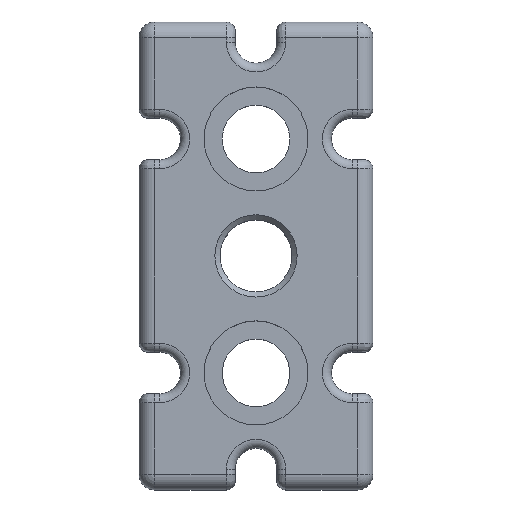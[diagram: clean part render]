
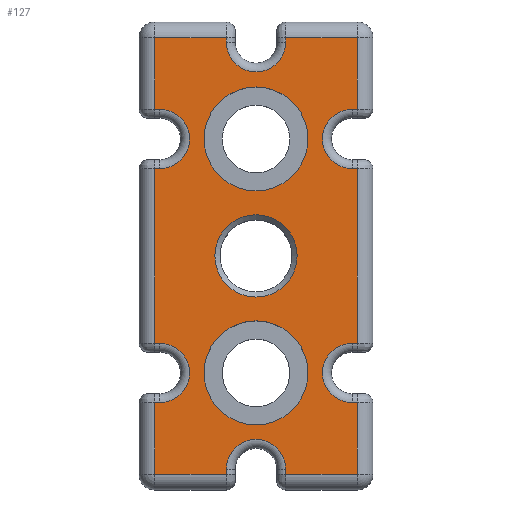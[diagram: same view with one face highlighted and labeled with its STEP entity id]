
A CAD part, top view. The second image highlights one B-rep face of the part: STEP entity #127.
In plain terms, the highlighted planar face has unit normal (0, 0, 1).
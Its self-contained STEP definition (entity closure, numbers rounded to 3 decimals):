
#109 = VERTEX_POINT('',#110);
#110 = CARTESIAN_POINT('',(30.418,45.,15.));
#115 = EDGE_CURVE('',#109,#109,#116,.T.);
#116 = CIRCLE('',#117,7.918);
#117 = AXIS2_PLACEMENT_3D('',#118,#119,#120);
#118 = CARTESIAN_POINT('',(22.5,45.,15.));
#119 = DIRECTION('',(0.,0.,1.));
#120 = DIRECTION('',(-1.,0.,0.));
#127 = ADVANCED_FACE('',(#128,#139,#150,#382),#385,.T.);
#128 = FACE_BOUND('',#129,.T.);
#129 = EDGE_LOOP('',(#130));
#130 = ORIENTED_EDGE('',*,*,#131,.T.);
#131 = EDGE_CURVE('',#132,#132,#134,.T.);
#132 = VERTEX_POINT('',#133);
#133 = CARTESIAN_POINT('',(22.5,32.5,15.));
#134 = CIRCLE('',#135,10.);
#135 = AXIS2_PLACEMENT_3D('',#136,#137,#138);
#136 = CARTESIAN_POINT('',(22.5,22.5,15.));
#137 = DIRECTION('',(0.,0.,-1.));
#138 = DIRECTION('',(0.,-1.,0.));
#139 = FACE_BOUND('',#140,.T.);
#140 = EDGE_LOOP('',(#141));
#141 = ORIENTED_EDGE('',*,*,#142,.T.);
#142 = EDGE_CURVE('',#143,#143,#145,.T.);
#143 = VERTEX_POINT('',#144);
#144 = CARTESIAN_POINT('',(22.5,77.5,15.));
#145 = CIRCLE('',#146,10.);
#146 = AXIS2_PLACEMENT_3D('',#147,#148,#149);
#147 = CARTESIAN_POINT('',(22.5,67.5,15.));
#148 = DIRECTION('',(0.,0.,-1.));
#149 = DIRECTION('',(0.,-1.,0.));
#150 = FACE_BOUND('',#151,.T.);
#151 = EDGE_LOOP('',(#152,#162,#170,#179,#187,#195,#203,#212,#220,#228,
    #236,#244,#253,#261,#269,#277,#285,#294,#302,#310,#318,#327,#335,
    #343,#351,#359,#368,#376));
#152 = ORIENTED_EDGE('',*,*,#153,.T.);
#153 = EDGE_CURVE('',#154,#156,#158,.T.);
#154 = VERTEX_POINT('',#155);
#155 = CARTESIAN_POINT('',(42.,3.,15.));
#156 = VERTEX_POINT('',#157);
#157 = CARTESIAN_POINT('',(42.,16.8,15.));
#158 = LINE('',#159,#160);
#159 = CARTESIAN_POINT('',(42.,18.5,15.));
#160 = VECTOR('',#161,1.);
#161 = DIRECTION('',(0.,1.,0.));
#162 = ORIENTED_EDGE('',*,*,#163,.F.);
#163 = EDGE_CURVE('',#164,#156,#166,.T.);
#164 = VERTEX_POINT('',#165);
#165 = CARTESIAN_POINT('',(41.,16.8,15.));
#166 = LINE('',#167,#168);
#167 = CARTESIAN_POINT('',(41.,16.8,15.));
#168 = VECTOR('',#169,1.);
#169 = DIRECTION('',(1.,0.,0.));
#170 = ORIENTED_EDGE('',*,*,#171,.F.);
#171 = EDGE_CURVE('',#172,#164,#174,.T.);
#172 = VERTEX_POINT('',#173);
#173 = CARTESIAN_POINT('',(41.,28.2,15.));
#174 = CIRCLE('',#175,5.7);
#175 = AXIS2_PLACEMENT_3D('',#176,#177,#178);
#176 = CARTESIAN_POINT('',(41.,22.5,15.));
#177 = DIRECTION('',(0.,0.,1.));
#178 = DIRECTION('',(1.,0.,-0.));
#179 = ORIENTED_EDGE('',*,*,#180,.F.);
#180 = EDGE_CURVE('',#181,#172,#183,.T.);
#181 = VERTEX_POINT('',#182);
#182 = CARTESIAN_POINT('',(42.,28.2,15.));
#183 = LINE('',#184,#185);
#184 = CARTESIAN_POINT('',(42.,28.2,15.));
#185 = VECTOR('',#186,1.);
#186 = DIRECTION('',(-1.,0.,0.));
#187 = ORIENTED_EDGE('',*,*,#188,.T.);
#188 = EDGE_CURVE('',#181,#189,#191,.T.);
#189 = VERTEX_POINT('',#190);
#190 = CARTESIAN_POINT('',(42.,61.8,15.));
#191 = LINE('',#192,#193);
#192 = CARTESIAN_POINT('',(42.,63.5,15.));
#193 = VECTOR('',#194,1.);
#194 = DIRECTION('',(0.,1.,0.));
#195 = ORIENTED_EDGE('',*,*,#196,.T.);
#196 = EDGE_CURVE('',#189,#197,#199,.T.);
#197 = VERTEX_POINT('',#198);
#198 = CARTESIAN_POINT('',(41.,61.8,15.));
#199 = LINE('',#200,#201);
#200 = CARTESIAN_POINT('',(0.,61.8,15.));
#201 = VECTOR('',#202,1.);
#202 = DIRECTION('',(-1.,0.,0.));
#203 = ORIENTED_EDGE('',*,*,#204,.F.);
#204 = EDGE_CURVE('',#205,#197,#207,.T.);
#205 = VERTEX_POINT('',#206);
#206 = CARTESIAN_POINT('',(41.,73.2,15.));
#207 = CIRCLE('',#208,5.7);
#208 = AXIS2_PLACEMENT_3D('',#209,#210,#211);
#209 = CARTESIAN_POINT('',(41.,67.5,15.));
#210 = DIRECTION('',(0.,0.,1.));
#211 = DIRECTION('',(1.,0.,-0.));
#212 = ORIENTED_EDGE('',*,*,#213,.T.);
#213 = EDGE_CURVE('',#205,#214,#216,.T.);
#214 = VERTEX_POINT('',#215);
#215 = CARTESIAN_POINT('',(42.,73.2,15.));
#216 = LINE('',#217,#218);
#217 = CARTESIAN_POINT('',(0.,73.2,15.));
#218 = VECTOR('',#219,1.);
#219 = DIRECTION('',(1.,0.,0.));
#220 = ORIENTED_EDGE('',*,*,#221,.T.);
#221 = EDGE_CURVE('',#214,#222,#224,.T.);
#222 = VERTEX_POINT('',#223);
#223 = CARTESIAN_POINT('',(42.,87.,15.));
#224 = LINE('',#225,#226);
#225 = CARTESIAN_POINT('',(42.,90.,15.));
#226 = VECTOR('',#227,1.);
#227 = DIRECTION('',(0.,1.,0.));
#228 = ORIENTED_EDGE('',*,*,#229,.T.);
#229 = EDGE_CURVE('',#222,#230,#232,.T.);
#230 = VERTEX_POINT('',#231);
#231 = CARTESIAN_POINT('',(28.2,87.,15.));
#232 = LINE('',#233,#234);
#233 = CARTESIAN_POINT('',(26.5,87.,15.));
#234 = VECTOR('',#235,1.);
#235 = DIRECTION('',(-1.,0.,0.));
#236 = ORIENTED_EDGE('',*,*,#237,.T.);
#237 = EDGE_CURVE('',#230,#238,#240,.T.);
#238 = VERTEX_POINT('',#239);
#239 = CARTESIAN_POINT('',(28.2,86.08,15.));
#240 = LINE('',#241,#242);
#241 = CARTESIAN_POINT('',(28.2,0.,15.));
#242 = VECTOR('',#243,1.);
#243 = DIRECTION('',(0.,-1.,0.));
#244 = ORIENTED_EDGE('',*,*,#245,.F.);
#245 = EDGE_CURVE('',#246,#238,#248,.T.);
#246 = VERTEX_POINT('',#247);
#247 = CARTESIAN_POINT('',(16.8,86.08,15.));
#248 = CIRCLE('',#249,5.7);
#249 = AXIS2_PLACEMENT_3D('',#250,#251,#252);
#250 = CARTESIAN_POINT('',(22.5,86.08,15.));
#251 = DIRECTION('',(0.,0.,1.));
#252 = DIRECTION('',(1.,0.,-0.));
#253 = ORIENTED_EDGE('',*,*,#254,.T.);
#254 = EDGE_CURVE('',#246,#255,#257,.T.);
#255 = VERTEX_POINT('',#256);
#256 = CARTESIAN_POINT('',(16.8,87.,15.));
#257 = LINE('',#258,#259);
#258 = CARTESIAN_POINT('',(16.8,0.,15.));
#259 = VECTOR('',#260,1.);
#260 = DIRECTION('',(0.,1.,0.));
#261 = ORIENTED_EDGE('',*,*,#262,.T.);
#262 = EDGE_CURVE('',#255,#263,#265,.T.);
#263 = VERTEX_POINT('',#264);
#264 = CARTESIAN_POINT('',(3.,87.,15.));
#265 = LINE('',#266,#267);
#266 = CARTESIAN_POINT('',(0.,87.,15.));
#267 = VECTOR('',#268,1.);
#268 = DIRECTION('',(-1.,0.,0.));
#269 = ORIENTED_EDGE('',*,*,#270,.T.);
#270 = EDGE_CURVE('',#263,#271,#273,.T.);
#271 = VERTEX_POINT('',#272);
#272 = CARTESIAN_POINT('',(3.,73.2,15.));
#273 = LINE('',#274,#275);
#274 = CARTESIAN_POINT('',(3.,71.5,15.));
#275 = VECTOR('',#276,1.);
#276 = DIRECTION('',(0.,-1.,0.));
#277 = ORIENTED_EDGE('',*,*,#278,.F.);
#278 = EDGE_CURVE('',#279,#271,#281,.T.);
#279 = VERTEX_POINT('',#280);
#280 = CARTESIAN_POINT('',(4.,73.2,15.));
#281 = LINE('',#282,#283);
#282 = CARTESIAN_POINT('',(4.,73.2,15.));
#283 = VECTOR('',#284,1.);
#284 = DIRECTION('',(-1.,0.,0.));
#285 = ORIENTED_EDGE('',*,*,#286,.F.);
#286 = EDGE_CURVE('',#287,#279,#289,.T.);
#287 = VERTEX_POINT('',#288);
#288 = CARTESIAN_POINT('',(4.,61.8,15.));
#289 = CIRCLE('',#290,5.7);
#290 = AXIS2_PLACEMENT_3D('',#291,#292,#293);
#291 = CARTESIAN_POINT('',(4.,67.5,15.));
#292 = DIRECTION('',(0.,0.,1.));
#293 = DIRECTION('',(1.,0.,-0.));
#294 = ORIENTED_EDGE('',*,*,#295,.F.);
#295 = EDGE_CURVE('',#296,#287,#298,.T.);
#296 = VERTEX_POINT('',#297);
#297 = CARTESIAN_POINT('',(3.,61.8,15.));
#298 = LINE('',#299,#300);
#299 = CARTESIAN_POINT('',(3.,61.8,15.));
#300 = VECTOR('',#301,1.);
#301 = DIRECTION('',(1.,0.,0.));
#302 = ORIENTED_EDGE('',*,*,#303,.T.);
#303 = EDGE_CURVE('',#296,#304,#306,.T.);
#304 = VERTEX_POINT('',#305);
#305 = CARTESIAN_POINT('',(3.,28.2,15.));
#306 = LINE('',#307,#308);
#307 = CARTESIAN_POINT('',(3.,26.5,15.));
#308 = VECTOR('',#309,1.);
#309 = DIRECTION('',(0.,-1.,0.));
#310 = ORIENTED_EDGE('',*,*,#311,.T.);
#311 = EDGE_CURVE('',#304,#312,#314,.T.);
#312 = VERTEX_POINT('',#313);
#313 = CARTESIAN_POINT('',(4.,28.2,15.));
#314 = LINE('',#315,#316);
#315 = CARTESIAN_POINT('',(0.,28.2,15.));
#316 = VECTOR('',#317,1.);
#317 = DIRECTION('',(1.,0.,0.));
#318 = ORIENTED_EDGE('',*,*,#319,.F.);
#319 = EDGE_CURVE('',#320,#312,#322,.T.);
#320 = VERTEX_POINT('',#321);
#321 = CARTESIAN_POINT('',(4.,16.8,15.));
#322 = CIRCLE('',#323,5.7);
#323 = AXIS2_PLACEMENT_3D('',#324,#325,#326);
#324 = CARTESIAN_POINT('',(4.,22.5,15.));
#325 = DIRECTION('',(0.,0.,1.));
#326 = DIRECTION('',(1.,0.,-0.));
#327 = ORIENTED_EDGE('',*,*,#328,.T.);
#328 = EDGE_CURVE('',#320,#329,#331,.T.);
#329 = VERTEX_POINT('',#330);
#330 = CARTESIAN_POINT('',(3.,16.8,15.));
#331 = LINE('',#332,#333);
#332 = CARTESIAN_POINT('',(0.,16.8,15.));
#333 = VECTOR('',#334,1.);
#334 = DIRECTION('',(-1.,0.,0.));
#335 = ORIENTED_EDGE('',*,*,#336,.T.);
#336 = EDGE_CURVE('',#329,#337,#339,.T.);
#337 = VERTEX_POINT('',#338);
#338 = CARTESIAN_POINT('',(3.,3.,15.));
#339 = LINE('',#340,#341);
#340 = CARTESIAN_POINT('',(3.,0.,15.));
#341 = VECTOR('',#342,1.);
#342 = DIRECTION('',(0.,-1.,0.));
#343 = ORIENTED_EDGE('',*,*,#344,.T.);
#344 = EDGE_CURVE('',#337,#345,#347,.T.);
#345 = VERTEX_POINT('',#346);
#346 = CARTESIAN_POINT('',(16.8,3.,15.));
#347 = LINE('',#348,#349);
#348 = CARTESIAN_POINT('',(18.5,3.,15.));
#349 = VECTOR('',#350,1.);
#350 = DIRECTION('',(1.,0.,0.));
#351 = ORIENTED_EDGE('',*,*,#352,.F.);
#352 = EDGE_CURVE('',#353,#345,#355,.T.);
#353 = VERTEX_POINT('',#354);
#354 = CARTESIAN_POINT('',(16.8,4.,15.));
#355 = LINE('',#356,#357);
#356 = CARTESIAN_POINT('',(16.8,4.,15.));
#357 = VECTOR('',#358,1.);
#358 = DIRECTION('',(0.,-1.,0.));
#359 = ORIENTED_EDGE('',*,*,#360,.F.);
#360 = EDGE_CURVE('',#361,#353,#363,.T.);
#361 = VERTEX_POINT('',#362);
#362 = CARTESIAN_POINT('',(28.2,4.,15.));
#363 = CIRCLE('',#364,5.7);
#364 = AXIS2_PLACEMENT_3D('',#365,#366,#367);
#365 = CARTESIAN_POINT('',(22.5,4.,15.));
#366 = DIRECTION('',(0.,0.,1.));
#367 = DIRECTION('',(1.,0.,-0.));
#368 = ORIENTED_EDGE('',*,*,#369,.F.);
#369 = EDGE_CURVE('',#370,#361,#372,.T.);
#370 = VERTEX_POINT('',#371);
#371 = CARTESIAN_POINT('',(28.2,3.,15.));
#372 = LINE('',#373,#374);
#373 = CARTESIAN_POINT('',(28.2,3.,15.));
#374 = VECTOR('',#375,1.);
#375 = DIRECTION('',(0.,1.,0.));
#376 = ORIENTED_EDGE('',*,*,#377,.T.);
#377 = EDGE_CURVE('',#370,#154,#378,.T.);
#378 = LINE('',#379,#380);
#379 = CARTESIAN_POINT('',(45.,3.,15.));
#380 = VECTOR('',#381,1.);
#381 = DIRECTION('',(1.,0.,0.));
#382 = FACE_BOUND('',#383,.T.);
#383 = EDGE_LOOP('',(#384));
#384 = ORIENTED_EDGE('',*,*,#115,.F.);
#385 = PLANE('',#386);
#386 = AXIS2_PLACEMENT_3D('',#387,#388,#389);
#387 = CARTESIAN_POINT('',(0.,0.,15.));
#388 = DIRECTION('',(0.,0.,1.));
#389 = DIRECTION('',(1.,0.,-0.));
